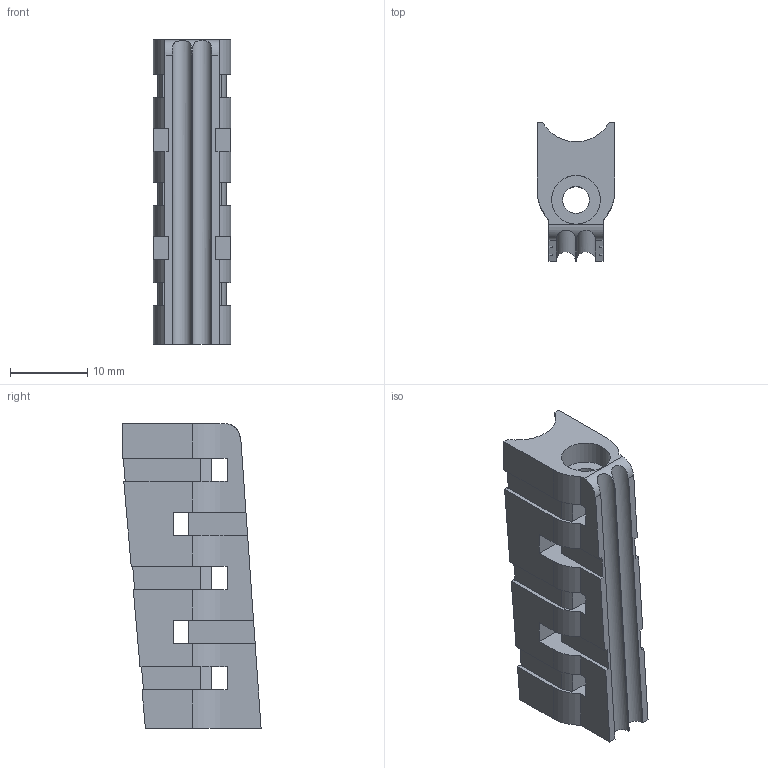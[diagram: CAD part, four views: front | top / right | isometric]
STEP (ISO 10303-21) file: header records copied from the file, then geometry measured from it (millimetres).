
FILE_DESCRIPTION(/* description */ (''),/* implementation_level */ '2;1');
FILE_NAME(/* name */ 'MB-Z10.x-axis.MK3S-cable-holder-R6.step',/* time_stamp */ '2023-03-27T17:12:28+02:00',/* author */ (''),/* organization */ (''),/* preprocessor_version */ 'ST-DEVELOPER v19.2',/* originating_system */ 'Autodesk Translation Framework v11.17.0.187',/* authorisation */ '');
FILE_SCHEMA (('AUTOMOTIVE_DESIGN { 1 0 10303 214 3 1 1 }'));
Length unit declared in the file: millimetre
Products named in the file (1): MK3S-cable-holder-R6
Bounding box: 10 x 17.91 x 39.5 mm (x, y, z)
Volume: 3590.9 mm3; surface area: 3157.4 mm2
Topology: 1 solids, 1 shells, 96 faces, 324 edges, 216 vertices
Faces by surface type: plane 72, cylinder 24
Full cylindrical faces by diameter (mm): 3.5 x1, 6.3 x1
Entity records: 3647 total; most frequent: CARTESIAN_POINT 689, ORIENTED_EDGE 648, DIRECTION 590, EDGE_CURVE 324, LINE 248, VECTOR 248, VERTEX_POINT 216, AXIS2_PLACEMENT_3D 171
